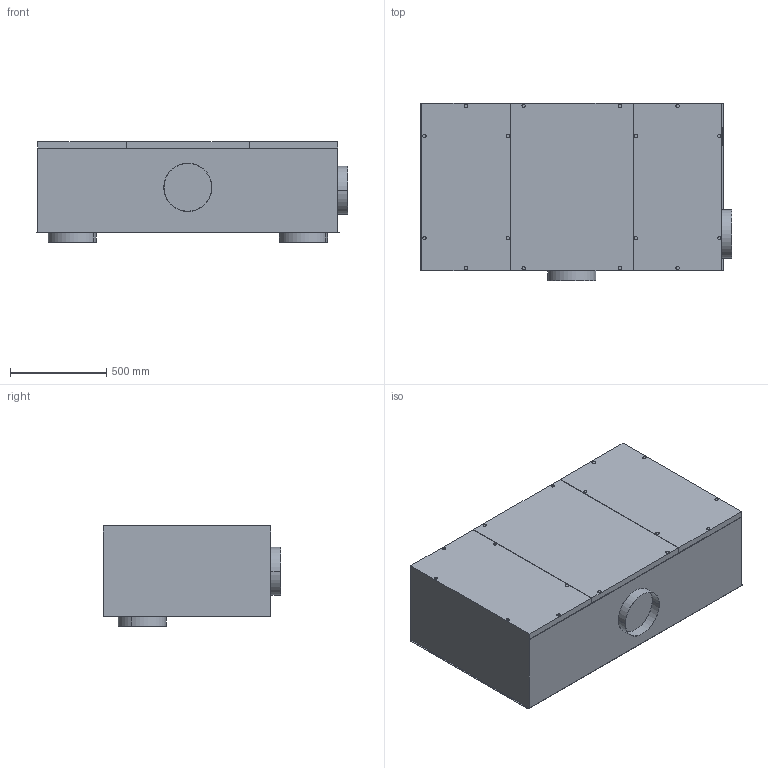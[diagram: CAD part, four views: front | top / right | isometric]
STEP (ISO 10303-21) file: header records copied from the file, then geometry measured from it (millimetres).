
FILE_DESCRIPTION(('Creo Elements/Direct Modeling STEP Export'),'2;1');
FILE_NAME('X600HD-K3.stp','2019-05-28T13:58:14',(''),(''),'PTC Creo Elements/Direct Modeling STEP processor for AP214 (Solid Model)','PTC Creo Elements/Direct Modeling 19.0C 15-Aug-2015 (C) Parametric Technology GmbH','');
FILE_SCHEMA(('AUTOMOTIVE_DESIGN { 1 0 10303 214 1 1 1 1 }'));
Length unit declared in the file: millimetre
Products named in the file (1): X600HD-K3
Bounding box: 1618 x 920 x 523.5 mm (x, y, z)
Volume: 639456164.4 mm3; surface area: 5365117.3 mm2
Topology: 1 solids, 1 shells, 147 faces, 362 edges, 240 vertices
Faces by surface type: plane 81, cylinder 66
Entity records: 3967 total; most frequent: ORIENTED_EDGE 724, CARTESIAN_POINT 656, DIRECTION 625, EDGE_CURVE 362, VERTEX_POINT 240, AXIS2_PLACEMENT_3D 209, VECTOR 207, LINE 207
